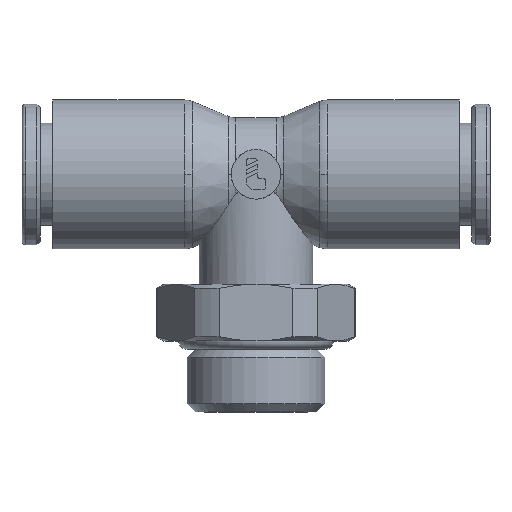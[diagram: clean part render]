
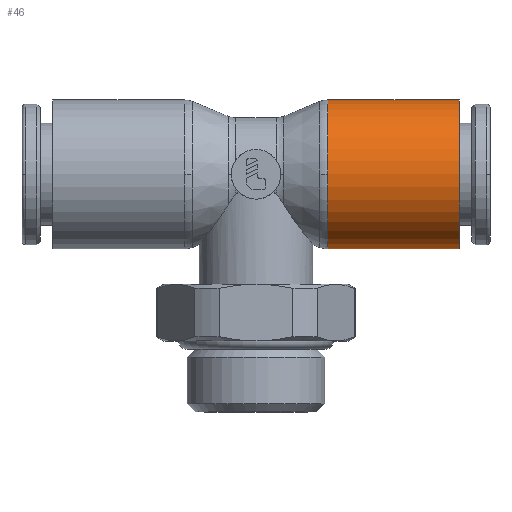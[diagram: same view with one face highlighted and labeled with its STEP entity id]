
A CAD part, top view. The second image highlights one B-rep face of the part: STEP entity #46.
In plain terms, the highlighted cylindrical face has radius 5.25 mm (diameter 10.5 mm), a partial arc.
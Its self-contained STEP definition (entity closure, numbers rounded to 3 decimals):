
#46=ADVANCED_FACE('',(#169),#170,.T.);
#169=FACE_OUTER_BOUND('',#426,.T.);
#170=CYLINDRICAL_SURFACE('',#427,5.25);
#426=EDGE_LOOP('',(#683,#684,#685,#686,#687));
#427=AXIS2_PLACEMENT_3D('',#688,#689,#690);
#683=ORIENTED_EDGE('',*,*,#1655,.F.);
#684=ORIENTED_EDGE('',*,*,#1656,.T.);
#685=ORIENTED_EDGE('',*,*,#1657,.T.);
#686=ORIENTED_EDGE('',*,*,#1658,.F.);
#687=ORIENTED_EDGE('',*,*,#1659,.F.);
#688=CARTESIAN_POINT('',(9.695,11.75,0.0));
#689=DIRECTION('',(1.0,0.0,0.0));
#690=DIRECTION('',(0.0,1.0,0.0));
#1655=EDGE_CURVE('',#1958,#1959,#1960,.T.);
#1656=EDGE_CURVE('',#1958,#1961,#1962,.T.);
#1657=EDGE_CURVE('',#1961,#1963,#1964,.T.);
#1658=EDGE_CURVE('',#1965,#1963,#1966,.T.);
#1659=EDGE_CURVE('',#1959,#1965,#1967,.T.);
#1958=VERTEX_POINT('',#2453);
#1959=VERTEX_POINT('',#2454);
#1960=LINE('',#2455,#2456);
#1961=VERTEX_POINT('',#2457);
#1962=CIRCLE('',#2458,5.25);
#1963=VERTEX_POINT('',#2459);
#1964=CIRCLE('',#2460,5.25);
#1965=VERTEX_POINT('',#2461);
#1966=LINE('',#2462,#2463);
#1967=CIRCLE('',#2464,5.25);
#2453=CARTESIAN_POINT('',(5.045,17.0,0.0));
#2454=CARTESIAN_POINT('',(14.345,17.0,0.0));
#2455=CARTESIAN_POINT('',(9.695,17.0,0.));
#2456=VECTOR('',#3646,1.0);
#2457=CARTESIAN_POINT('',(5.045,11.75,5.25));
#2458=AXIS2_PLACEMENT_3D('',#3647,#3648,#3649);
#2459=CARTESIAN_POINT('',(5.045,6.5,0.));
#2460=AXIS2_PLACEMENT_3D('',#3650,#3651,#3652);
#2461=CARTESIAN_POINT('',(14.345,6.5,0.));
#2462=CARTESIAN_POINT('',(9.695,6.5,0.));
#2463=VECTOR('',#3653,1.0);
#2464=AXIS2_PLACEMENT_3D('',#3654,#3655,#3656);
#3646=DIRECTION('',(1.0,0.0,0.0));
#3647=CARTESIAN_POINT('',(5.045,11.75,0.0));
#3648=DIRECTION('',(1.0,0.0,0.0));
#3649=DIRECTION('',(0.0,1.0,0.0));
#3650=CARTESIAN_POINT('',(5.045,11.75,0.0));
#3651=DIRECTION('',(1.0,0.0,0.0));
#3652=DIRECTION('',(0.0,1.0,0.0));
#3653=DIRECTION('',(-1.0,-0.0,-0.0));
#3654=CARTESIAN_POINT('',(14.345,11.75,0.0));
#3655=DIRECTION('',(1.0,0.0,0.0));
#3656=DIRECTION('',(0.0,1.0,0.0));
